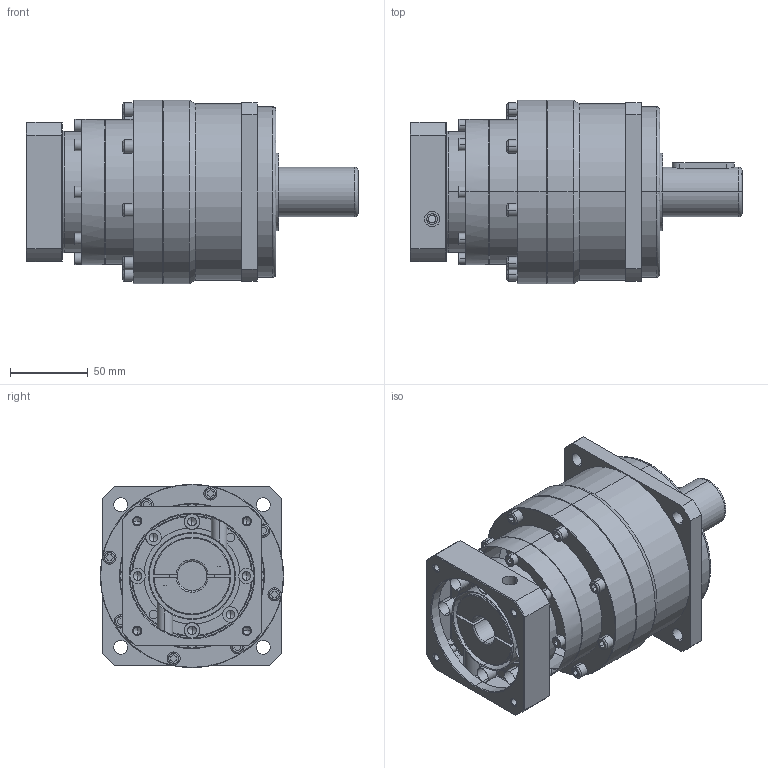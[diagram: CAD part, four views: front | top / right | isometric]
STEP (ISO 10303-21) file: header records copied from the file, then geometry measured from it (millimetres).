
FILE_DESCRIPTION (( 'STEP AP214' ), '1' );
FILE_NAME ('PB115-L2-19-80-100M6.STEP', '2022-02-19T05:31:13', ( 'admin' ), ( '' ), 'SwSTEP 2.0', 'SolidWorks 2013', '' );
FILE_SCHEMA (( 'AUTOMOTIVE_DESIGN' ));
Length unit declared in the file: millimetre
Products named in the file (4): PB090-80-100M6; PB115-L2; PB115_X2_8F9351FA7AEF_X0_; PB115-L2-19-80-100M6
Assembly tree (3 placements, depth 2):
  PB115-L2-19-80-100M6
    PB115_X2_8F9351FA7AEF_X0_
    PB115-L2
    PB090-80-100M6
Bounding box: 214 x 118.5 x 118.5 mm (x, y, z)
Volume: 1424623.8 mm3; surface area: 149163 mm2
Topology: 3 solids, 3 shells, 506 faces, 1231 edges, 758 vertices
Faces by surface type: plane 194, cylinder 187, cone 84, bspline 41
Entity records: 21253 total; most frequent: CARTESIAN_POINT 3785, DIRECTION 2535, ORIENTED_EDGE 2370, EDGE_CURVE 1185, AXIS2_PLACEMENT_3D 962, VERTEX_POINT 756, LINE 611, EDGE_LOOP 611
